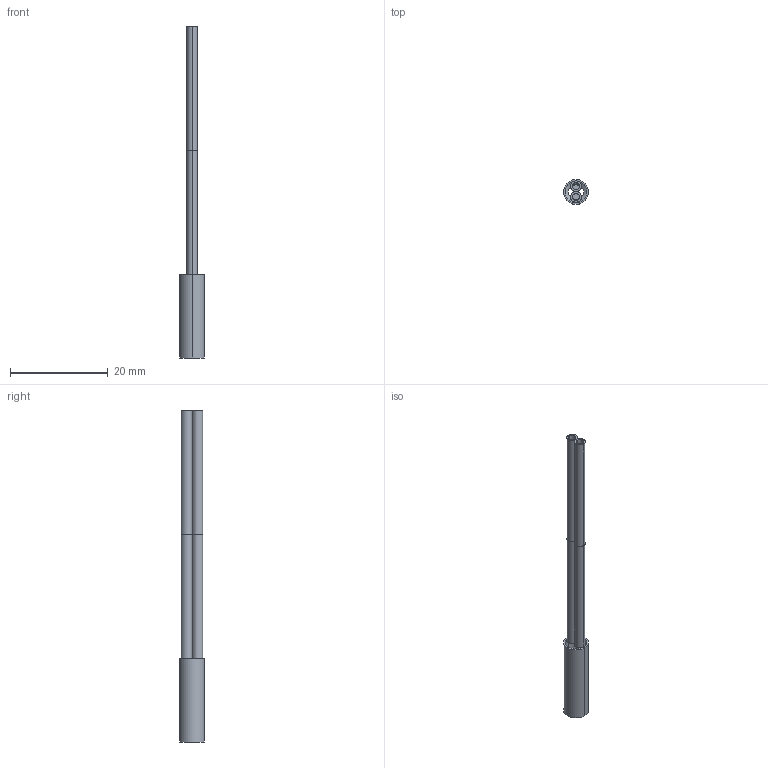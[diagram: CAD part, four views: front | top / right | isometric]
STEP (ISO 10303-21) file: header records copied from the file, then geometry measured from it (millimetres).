
FILE_DESCRIPTION((''),'2;1');
FILE_NAME('176179_ASM','2016-01-05T',('pdmadmin'),(''),'PRO/ENGINEER BY PARAMETRIC TECHNOLOGY CORPORATION, 2013230','PRO/ENGINEER BY PARAMETRIC TECHNOLOGY CORPORATION, 2013230','');
FILE_SCHEMA(('CONFIG_CONTROL_DESIGN'));
Length unit declared in the file: inch
Products named in the file (4): 39141; 39681; FIBER_CORE_060; 176179_ASM
Assembly tree (7 placements, depth 2):
  176179_ASM
    39141
    39681  x4
    FIBER_CORE_060  x2
Bounding box: 5.08 x 5.08 x 67.82 mm (x, y, z)
Volume: 369 mm3; surface area: 1770.6 mm2
Topology: 7 solids, 7 shells, 42 faces, 80 edges, 52 vertices
Faces by surface type: cylinder 26, plane 14, cone 2
Entity records: 670 total; most frequent: DIRECTION 124, CARTESIAN_POINT 93, ORIENTED_EDGE 76, AXIS2_PLACEMENT_3D 55, EDGE_CURVE 38, VERTEX_POINT 24, EDGE_LOOP 24, CIRCLE 24
